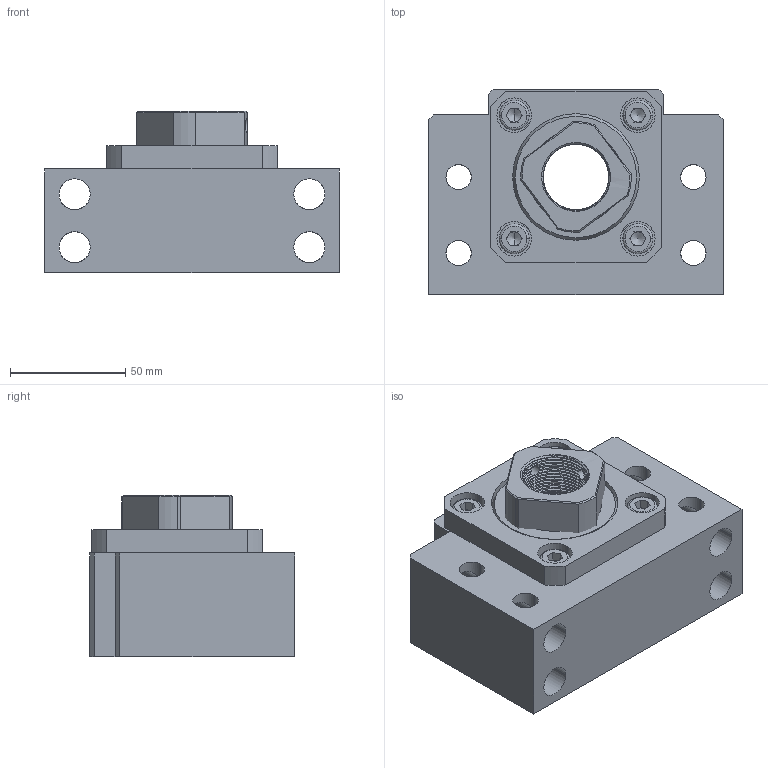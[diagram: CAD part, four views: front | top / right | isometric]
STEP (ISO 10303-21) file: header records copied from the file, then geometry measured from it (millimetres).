
FILE_DESCRIPTION (( 'STEP AP214' ), '1' );
FILE_NAME ('BK30.STEP', '2019-04-04T08:54:21', ( '' ), ( '' ), 'SwSTEP 2.0', 'SolidWorks 2015', '' );
FILE_SCHEMA (( 'AUTOMOTIVE_DESIGN' ));
Length unit declared in the file: millimetre
Products named in the file (1): BK30
Bounding box: 128 x 89.1 x 70 mm (x, y, z)
Surface area: 74876.9 mm2 (no closed solid volume)
Topology: 0 solids, 34 shells, 789 faces, 2242 edges, 1504 vertices
Faces by surface type: plane 608, cylinder 97, bspline 42, cone 42
Entity records: 36752 total; most frequent: CARTESIAN_POINT 15282, ORIENTED_EDGE 4308, DIRECTION 3610, EDGE_CURVE 2236, VECTOR 1734, LINE 1734, VERTEX_POINT 1504, AXIS2_PLACEMENT_3D 938
